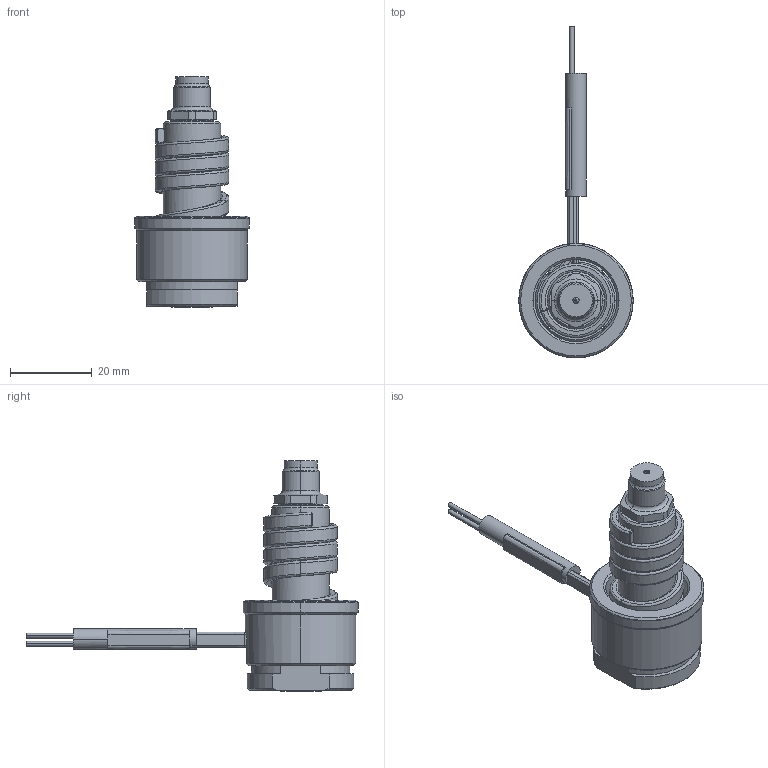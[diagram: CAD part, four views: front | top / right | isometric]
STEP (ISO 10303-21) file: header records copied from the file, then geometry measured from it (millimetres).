
FILE_DESCRIPTION((''),'2;1');
FILE_NAME('ML-56-BES-N','2014-02-20T',('Íàòàëüÿ'),('IMID'),'PRO/ENGINEER BY PARAMETRIC TECHNOLOGY CORPORATION, 2010480','PRO/ENGINEER BY PARAMETRIC TECHNOLOGY CORPORATION, 2010480','');
FILE_SCHEMA(('CONFIG_CONTROL_DESIGN'));
Length unit declared in the file: millimetre
Products named in the file (1): ML-56-BES-N
Bounding box: 28 x 81 x 56.2 mm (x, y, z)
Volume: 15962.1 mm3; surface area: 11642.2 mm2
Topology: 1 solids, 9 shells, 333 faces, 862 edges, 513 vertices
Faces by surface type: cylinder 108, cone 62, plane 58, bspline 51, torus 34, revolution 9, extrusion 7, sphere 4
Entity records: 15544 total; most frequent: CARTESIAN_POINT 7683, ORIENTED_EDGE 1692, DIRECTION 1566, EDGE_CURVE 858, AXIS2_PLACEMENT_3D 638, VERTEX_POINT 513, CIRCLE 371, EDGE_LOOP 359
